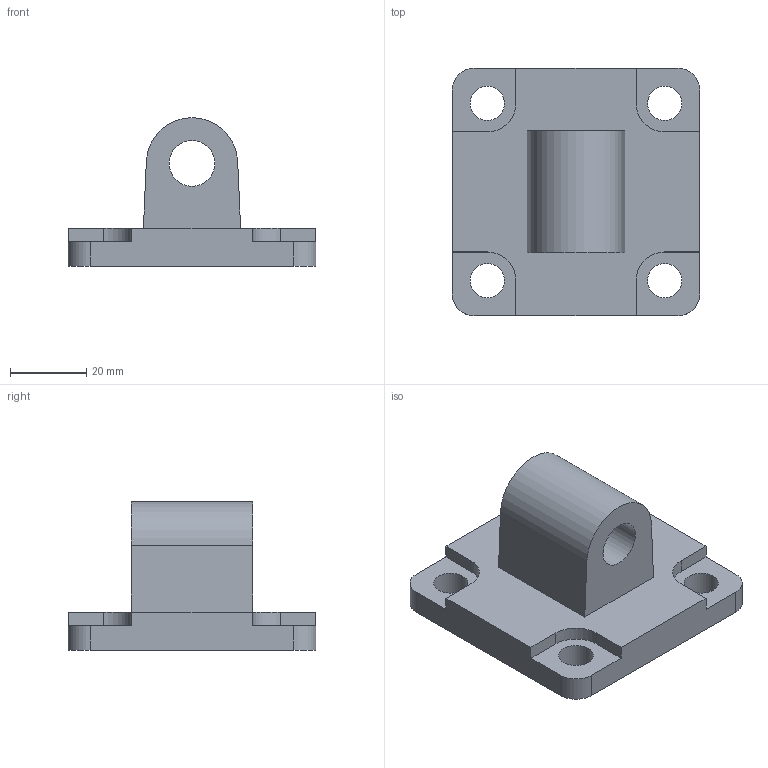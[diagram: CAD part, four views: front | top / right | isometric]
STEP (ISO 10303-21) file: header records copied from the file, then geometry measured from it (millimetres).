
FILE_DESCRIPTION(/* description */ ('Cerniera post. Maschio - VDMA - d.50'),/* implementation_level */ '2;1');
FILE_NAME(/* name */ '1393_50_09_1F.stp',/* time_stamp */ '2016-06-06T14:05:11+02:00',/* author */ ('Maniean1'),/* organization */ (''),/* preprocessor_version */ 'ST-DEVELOPER v15.2',/* originating_system */ 'Autodesk Inventor 2014',/* authorisation */ '');
FILE_SCHEMA (('AUTOMOTIVE_DESIGN { 1 0 10303 214 3 1 1 }'));
Length unit declared in the file: millimetre
Products named in the file (1): 1393_50_09_1F
Bounding box: 65 x 65 x 39 mm (x, y, z)
Volume: 47460.9 mm3; surface area: 15492.3 mm2
Topology: 1 solids, 1 shells, 38 faces, 102 edges, 68 vertices
Faces by surface type: plane 23, cylinder 15
Full cylindrical faces by diameter (mm): 9 x4, 12 x1, 40 x1
Entity records: 1248 total; most frequent: DIRECTION 204, CARTESIAN_POINT 203, ORIENTED_EDGE 192, EDGE_CURVE 96, AXIS2_PLACEMENT_3D 69, VERTEX_POINT 68, LINE 66, VECTOR 66
